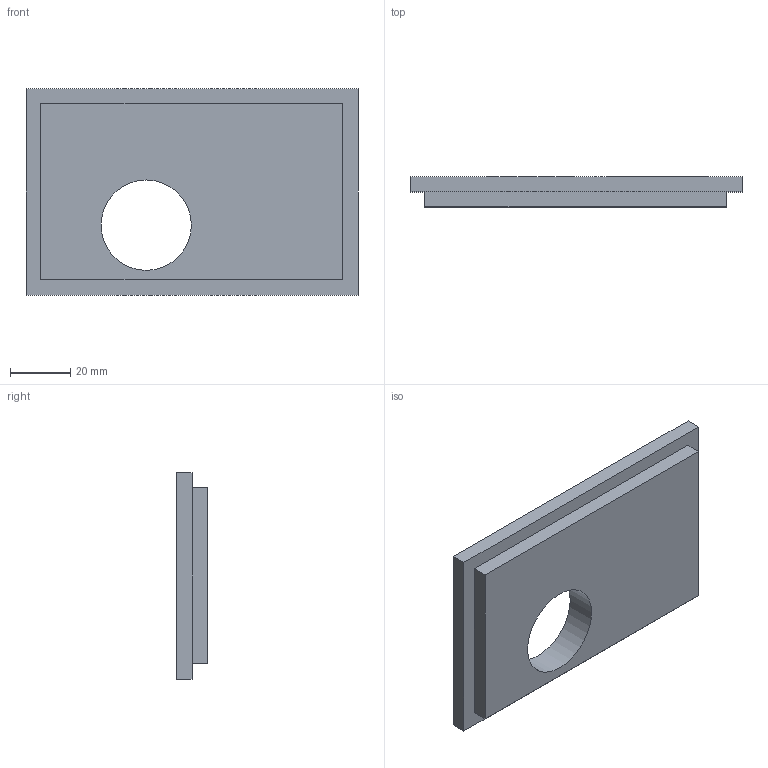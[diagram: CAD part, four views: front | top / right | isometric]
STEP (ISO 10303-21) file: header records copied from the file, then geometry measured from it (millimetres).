
FILE_DESCRIPTION(/* description */ (''),/* implementation_level */ '2;1');
FILE_NAME(/* name */ 'Deckel2-drittel',/* time_stamp */ '2024-12-20T07:53:09+01:00',/* author */ (''),/* organization */ (''),/* preprocessor_version */ 'ST-DEVELOPER v19.2',/* originating_system */ 'Rhino 8.14',/* authorisation */ '');
FILE_SCHEMA (('CONFIG_CONTROL_DESIGN'));
Length unit declared in the file: millimetre
Products named in the file (1): Document
Bounding box: 110.26 x 10 x 68.55 mm (x, y, z)
Volume: 53389.9 mm3; surface area: 19488.1 mm2
Topology: 1 solids, 1 shells, 27 faces, 63 edges, 42 vertices
Faces by surface type: plane 26, cylinder 1
Full cylindrical faces by diameter (mm): 30 x1
Entity records: 760 total; most frequent: CARTESIAN_POINT 195, ORIENTED_EDGE 126, EDGE_CURVE 63, B_SPLINE_CURVE_WITH_KNOTS 60, VERTEX_POINT 42, DIRECTION 35, EDGE_LOOP 33, AXIS2_PLACEMENT_3D 31
